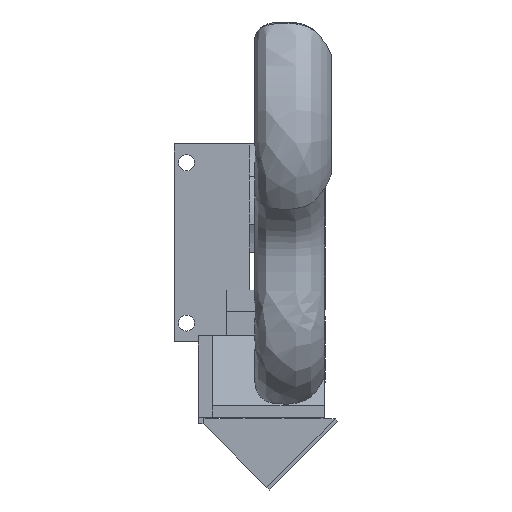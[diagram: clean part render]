
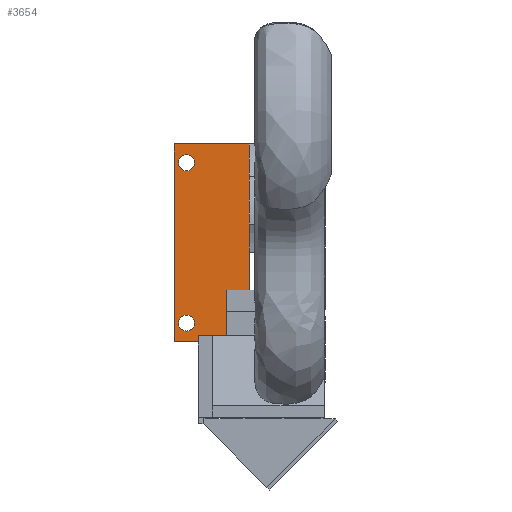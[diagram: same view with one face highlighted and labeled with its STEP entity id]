
A CAD part, left-side view. The second image highlights one B-rep face of the part: STEP entity #3654.
In plain terms, the highlighted planar face has unit normal (-1, 0, 0).
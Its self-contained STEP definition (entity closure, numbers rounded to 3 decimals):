
#25=FACE_BOUND('',#721,.T.);
#26=FACE_BOUND('',#722,.T.);
#115=CIRCLE('',#3731,1.7);
#117=CIRCLE('',#3734,1.7);
#526=FACE_OUTER_BOUND('',#720,.T.);
#720=EDGE_LOOP('',(#3179,#3180,#3181,#3182,#3183,#3184,#3185,#3186,#3187));
#721=EDGE_LOOP('',(#3188));
#722=EDGE_LOOP('',(#3189));
#768=LINE('',#4483,#1070);
#939=LINE('',#5587,#1241);
#982=LINE('',#13330,#1284);
#1020=LINE('',#15669,#1322);
#1022=LINE('',#15673,#1324);
#1023=LINE('',#15674,#1325);
#1024=LINE('',#15676,#1326);
#1025=LINE('',#15678,#1327);
#1026=LINE('',#15679,#1328);
#1070=VECTOR('',#3865,10.);
#1241=VECTOR('',#4162,10.);
#1284=VECTOR('',#4315,10.);
#1322=VECTOR('',#4381,10.);
#1324=VECTOR('',#4385,10.);
#1325=VECTOR('',#4386,10.);
#1326=VECTOR('',#4387,10.);
#1327=VECTOR('',#4388,10.);
#1328=VECTOR('',#4389,10.);
#1371=VERTEX_POINT('',#4480);
#1372=VERTEX_POINT('',#4482);
#1464=VERTEX_POINT('',#4755);
#1466=VERTEX_POINT('',#4761);
#1481=VERTEX_POINT('',#4884);
#1528=VERTEX_POINT('',#5586);
#1659=VERTEX_POINT('',#13328);
#1704=VERTEX_POINT('',#15668);
#1705=VERTEX_POINT('',#15672);
#1706=VERTEX_POINT('',#15675);
#1707=VERTEX_POINT('',#15677);
#1732=EDGE_CURVE('',#1372,#1371,#768,.T.);
#1866=EDGE_CURVE('',#1464,#1464,#115,.T.);
#1869=EDGE_CURVE('',#1466,#1466,#117,.T.);
#1952=EDGE_CURVE('',#1528,#1481,#939,.T.);
#2160=EDGE_CURVE('',#1659,#1481,#982,.T.);
#2233=EDGE_CURVE('',#1704,#1528,#1020,.T.);
#2235=EDGE_CURVE('',#1371,#1705,#1022,.T.);
#2236=EDGE_CURVE('',#1705,#1704,#1023,.T.);
#2237=EDGE_CURVE('',#1659,#1706,#1024,.T.);
#2238=EDGE_CURVE('',#1706,#1707,#1025,.T.);
#2239=EDGE_CURVE('',#1707,#1372,#1026,.T.);
#3179=ORIENTED_EDGE('',*,*,#2235,.T.);
#3180=ORIENTED_EDGE('',*,*,#2236,.T.);
#3181=ORIENTED_EDGE('',*,*,#2233,.T.);
#3182=ORIENTED_EDGE('',*,*,#1952,.T.);
#3183=ORIENTED_EDGE('',*,*,#2160,.F.);
#3184=ORIENTED_EDGE('',*,*,#2237,.T.);
#3185=ORIENTED_EDGE('',*,*,#2238,.T.);
#3186=ORIENTED_EDGE('',*,*,#2239,.T.);
#3187=ORIENTED_EDGE('',*,*,#1732,.T.);
#3188=ORIENTED_EDGE('',*,*,#1866,.T.);
#3189=ORIENTED_EDGE('',*,*,#1869,.T.);
#3473=PLANE('',#3826);
#3654=ADVANCED_FACE('',(#526,#25,#26),#3473,.T.);
#3731=AXIS2_PLACEMENT_3D('',#4757,#4069,#4070);
#3734=AXIS2_PLACEMENT_3D('',#4763,#4076,#4077);
#3826=AXIS2_PLACEMENT_3D('',#15671,#4383,#4384);
#3865=DIRECTION('',(0.,-0.017,1.));
#4069=DIRECTION('center_axis',(1.,0.,0.));
#4070=DIRECTION('ref_axis',(0.,1.,0.));
#4076=DIRECTION('center_axis',(1.,0.,0.));
#4077=DIRECTION('ref_axis',(0.,1.,0.));
#4162=DIRECTION('',(0.,0.,1.));
#4315=DIRECTION('',(0.,0.,-1.));
#4381=DIRECTION('',(0.,-1.,0.));
#4383=DIRECTION('center_axis',(-1.,0.,0.));
#4384=DIRECTION('ref_axis',(0.,0.,1.));
#4385=DIRECTION('',(0.,-1.,0.));
#4386=DIRECTION('',(0.,0.,1.));
#4387=DIRECTION('',(0.,1.,0.));
#4388=DIRECTION('',(0.,0.,-1.));
#4389=DIRECTION('',(0.,-1.,0.));
#4480=CARTESIAN_POINT('',(58.971,-20.132,-104.391));
#4482=CARTESIAN_POINT('',(58.971,-20.111,-105.641));
#4483=CARTESIAN_POINT('',(58.971,-20.298,-94.898));
#4755=CARTESIAN_POINT('',(58.971,-17.416,-101.641));
#4757=CARTESIAN_POINT('Origin',(58.971,-15.716,-101.641));
#4761=CARTESIAN_POINT('',(58.971,-17.416,-67.641));
#4763=CARTESIAN_POINT('Origin',(58.971,-15.716,-67.641));
#4884=CARTESIAN_POINT('',(58.971,-28.989,-86.641));
#5586=CARTESIAN_POINT('',(58.971,-28.989,-94.641));
#5587=CARTESIAN_POINT('',(58.971,-28.989,-94.641));
#13328=CARTESIAN_POINT('',(58.971,-28.989,-63.641));
#13330=CARTESIAN_POINT('',(58.971,-28.989,-74.016));
#15668=CARTESIAN_POINT('',(58.971,-24.221,-94.641));
#15669=CARTESIAN_POINT('',(58.971,-15.037,-94.641));
#15671=CARTESIAN_POINT('Origin',(58.971,-8.854,-84.391));
#15672=CARTESIAN_POINT('',(58.971,-24.221,-104.391));
#15673=CARTESIAN_POINT('',(58.971,-19.522,-104.391));
#15674=CARTESIAN_POINT('',(58.971,-24.221,-104.191));
#15675=CARTESIAN_POINT('',(58.971,-13.116,-63.641));
#15676=CARTESIAN_POINT('',(58.971,-28.989,-63.641));
#15677=CARTESIAN_POINT('',(58.971,-13.116,-105.641));
#15678=CARTESIAN_POINT('',(58.971,-13.116,-63.641));
#15679=CARTESIAN_POINT('',(58.971,-25.189,-105.641));
